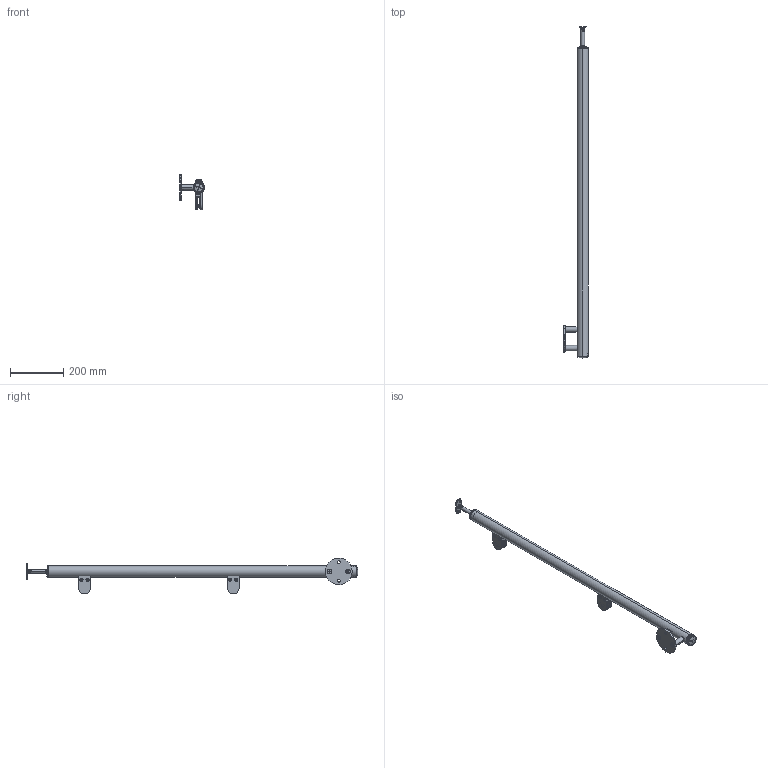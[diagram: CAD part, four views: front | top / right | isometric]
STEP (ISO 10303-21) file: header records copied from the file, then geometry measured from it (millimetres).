
FILE_DESCRIPTION (( 'STEP AP203' ), '1' );
FILE_NAME ('A-BS100-2GR.STEP', '2021-10-13T08:58:39', ( '' ), ( '' ), 'SwSTEP 2.0', 'SolidWorks 2019', '' );
FILE_SCHEMA (( 'CONFIG_CONTROL_DESIGN' ));
Length unit declared in the file: millimetre
Products named in the file (20): A6_021_6_A; A-2200-042 P1; Piruba; Distanc; A-5729-242; screw_iso_10642-m6x15-8_8; A-2200-042-tesnenie; A-BS100-2GR; screw_din_7991-m8x70; A_BS100_2GR_M8_TUBE; A-2200-042 P4; A_0718_242_UP E1; A-2200-042 P3; A19-22-008; A-0718-242_UP2 E1; Platnicka_R; A-2200-042 P2; M6x10; A-0718-242_UP1 E1
Assembly tree (31 placements, depth 3):
  A-BS100-2GR
    A6_021_6_A
      Platnicka_R
      screw_din_7991-m8x70  x2
      Distanc  x2
      Piruba
    A-2200-042-tesnenie
      screw_iso_10642-m6x15-8_8  x2
      A-2200-042 P4
      A-2200-042 P3
      A-2200-042 P2
      A-2200-042 P1
      A19-22-008  x2
    A-2200-042-tesnenie
      screw_iso_10642-m6x15-8_8  x2
      A-2200-042 P4
      A-2200-042 P3
      A-2200-042 P2
      A-2200-042 P1
      A19-22-008  x2
    A_0718_242_UP E1
      A-0718-242_UP2 E1
      A-0718-242_UP1 E1
      M6x10
    A_BS100_2GR_M8_TUBE
    A-5729-242
Bounding box: 92.9 x 1245.58 x 134.2 mm (x, y, z)
Volume: 482567.2 mm3; surface area: 406800.9 mm2
Topology: 27 solids, 27 shells, 1780 faces, 4514 edges, 2805 vertices
Faces by surface type: cylinder 688, plane 677, torus 193, bspline 122, cone 72, sphere 28
Entity records: 39759 total; most frequent: CARTESIAN_POINT 12496, ORIENTED_EDGE 5450, DIRECTION 4920, EDGE_CURVE 2725, AXIS2_PLACEMENT_3D 1912, VERTEX_POINT 1735, EDGE_LOOP 1118, LINE 1096
